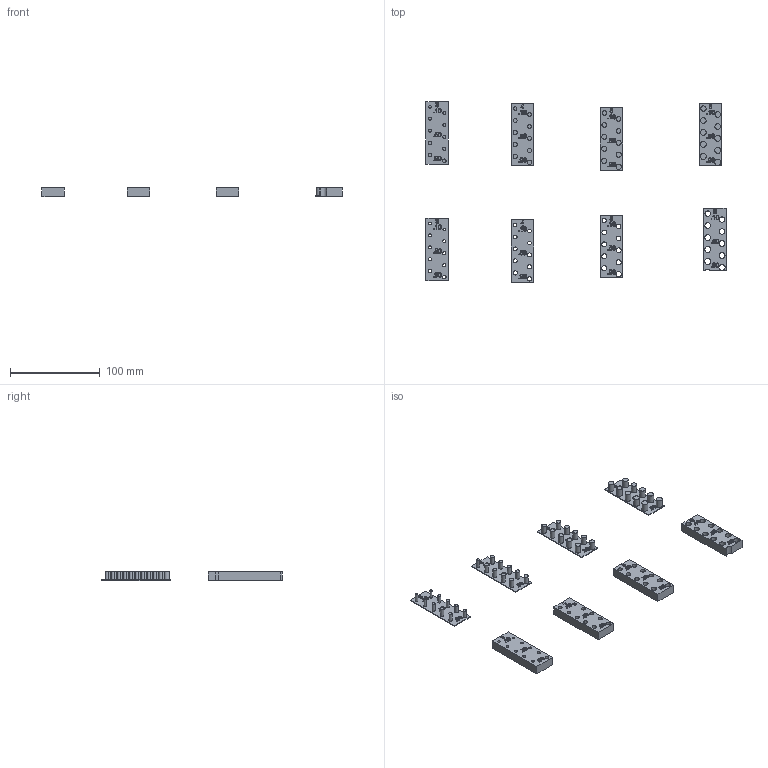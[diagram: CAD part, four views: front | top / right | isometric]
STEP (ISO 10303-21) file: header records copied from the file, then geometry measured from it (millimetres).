
FILE_DESCRIPTION(/* description */ (''),/* implementation_level */ '2;1');
FILE_NAME(/* name */ '3DReferenceKit v6.step',/* time_stamp */ '2024-11-04T08:46:32+01:00',/* author */ (''),/* organization */ (''),/* preprocessor_version */ 'ST-DEVELOPER v20',/* originating_system */ 'Autodesk Translation Framework v13.20.0.188',/* authorisation */ '');
FILE_SCHEMA (('AUTOMOTIVE_DESIGN { 1 0 10303 214 3 1 1 }'));
Products named in the file (1): 3DReferenceKit
Bounding box: 334.88 x 201.85 x 10.5 mm (x, y, z)
Volume: 75008.9 mm3; surface area: 47082.8 mm2
Topology: 8 solids, 8 shells, 1538 faces, 4098 edges, 2732 vertices
Faces by surface type: bspline 1002, plane 455, cylinder 81
Full cylindrical faces by diameter (mm): 3 x2, 3.1 x2, 3.2 x2, 3.3 x2, 3.4 x2, 3.5 x2, 3.6 x2, 3.7 x2, 3.8 x2, 3.9 x2, 4 x2, 4.1 x2, 4.2 x2, 4.3 x2, 4.4 x2, 4.5 x2, 4.6 x2, 4.7 x2, 4.8 x2, 4.9 x2, 5 x2, 5.1 x2, 5.2 x2, 5.3 x2, 5.4 x2, 5.5 x2, 5.6 x2, 5.7 x2, 5.8 x2, 5.9 x2
Entity records: 62909 total; most frequent: CARTESIAN_POINT 31142, ORIENTED_EDGE 8196, EDGE_CURVE 4098, DIRECTION 3330, VERTEX_POINT 2732, B_SPLINE_CURVE_WITH_KNOTS 2004, LINE 1932, VECTOR 1932
